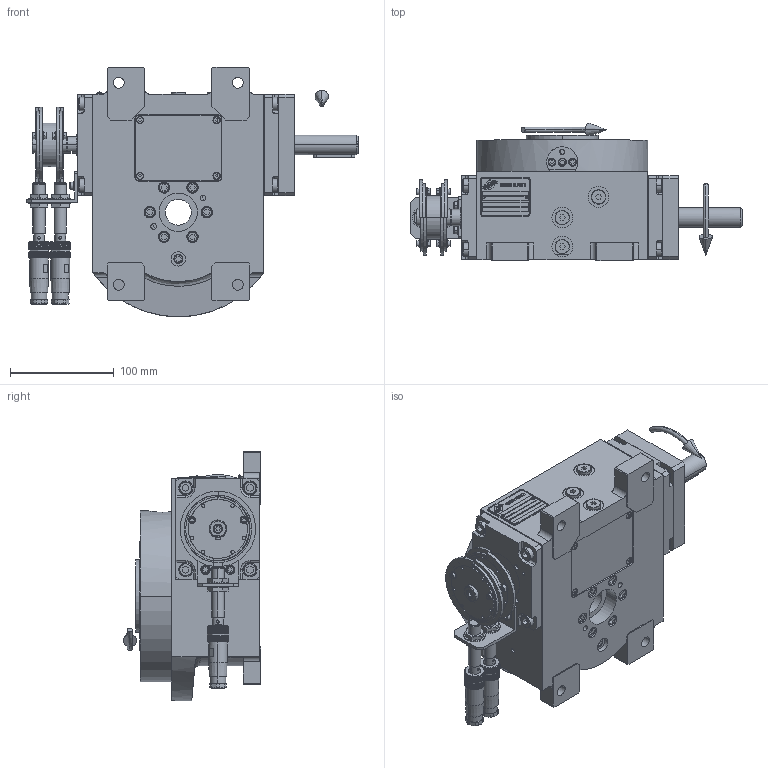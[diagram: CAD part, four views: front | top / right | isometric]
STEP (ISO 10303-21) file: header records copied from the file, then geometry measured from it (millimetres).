
FILE_DESCRIPTION (( 'STEP AP203' ), '1' );
FILE_NAME ('PC5015090.step', '2026-03-19T16:23:52', ( '' ), ( '' ), 'SwSTEP 2.0', 'SolidWorks 2020', '' );
FILE_SCHEMA (( 'CONFIG_CONTROL_DESIGN' ));
Length unit declared in the file: millimetre
Products named in the file (93): 900_38_30_003; AS_rig04_071_6_m; cfn2000_01_151; cfn2000_01_147; cfn2128_05_006; cfn2151_01_162; cfn2003_01_063; AS_cfn2476_01_001_48x38; cfn2276_01_065; cfn2115_02_182; cfn2000_01_129; AS_900_38_10_028; cfn2055_01_002; cfn2070_05_001; cfn2115_02_194; PC5015090; 900_38_10_028; rig04_004_s_001; cfn2400_04_024; rig04_003_6; cfn2155_01_186; rig04_014_s_001; AS_rig04_004; freccia_angolare_albero; rig04_071_6_m.stp; rig04_002_bl_004; freccia_angolare; cfn2107_01_001; CFN2356_03_051.stp; AS_rig04_015; cfn2151_01_092; CFN2203_02_001.stp; RIG06_021_AF0.stp; cfn2128_04_011; cfn2205_01_012; CFN2223_01-390X6-B.stp; cfn2104_01_016; rig04_004; cfn2000_01_184; rig04_004_s_002 ...
Assembly tree (89 placements, depth 5):
  cfn2151_01_162
  cfn2276_01_065
  PC5015090
    rig04_001_a_001
    AS_cfn2476_01_001_48x38
      cfn2476_01_001_48x38
      cfn2107_01_001
      cfn2107_01_001
    AS_rig04_071_6_m
      rig04_071_6_m.stp
        RIG04_005_ASM.stp
          RIG04_005_AF0.stp
          RIG06_021_AF0.stp
          CFN2000_01_185.stp
          CFN2000_01_185.stp
          CFN2104_02_017.stp
        CFN2155_01_007.stp
        CFN2010_02_002.stp
      rig04_003_6
      cfn2000_01_147
      cfn2000_01_147
      cfn2000_01_147
      cfn2000_01_147
      cfn2000_01_147
      cfn2000_01_147
      cfn2000_01_147
      cfn2000_01_147
      cfn2104_01_016  x2
    AS_rig04_014_s_001
      rig04_014_s_001
      cfn2000_01_151
      cfn2000_01_151
      cfn2000_01_151
      cfn2000_01_151
      cfn2000_01_151
      cfn2000_01_151
      cfn2155_01_186
    AS_rig04_004_s_002
      rig04_004_s_002
      cfn2155_01_038
      cfn2070_05_001
      cfn2000_01_129
      cfn2000_01_129  x2
      cfn2000_01_129
    AS_rig04_004
      rig04_004
      cfn2155_01_055
      cfn2070_05_001
      cfn2000_01_129  x2
      cfn2000_01_129
      cfn2000_01_129
    AS_rig04_002_bl_004
      rig04_002_bl_004
      cfn2115_02_182
    AS_rig04_004_s_001
      rig04_004_s_001
      cfn2000_01_129
      cfn2000_01_129
      cfn2000_01_129  x2
    cfn2128_04_011
Bounding box: 320.5 x 133 x 241 mm (x, y, z)
Volume: 1530720.1 mm3; surface area: 500603.4 mm2
Topology: 89 solids, 89 shells, 4720 faces, 11841 edges, 7516 vertices
Faces by surface type: plane 2266, cylinder 1564, cone 851, torus 32, sphere 6, bspline 1
Entity records: 119540 total; most frequent: CARTESIAN_POINT 24878, DIRECTION 17841, ORIENTED_EDGE 17468, EDGE_CURVE 8734, AXIS2_PLACEMENT_3D 6401, VERTEX_POINT 5606, LINE 5039, VECTOR 5039
